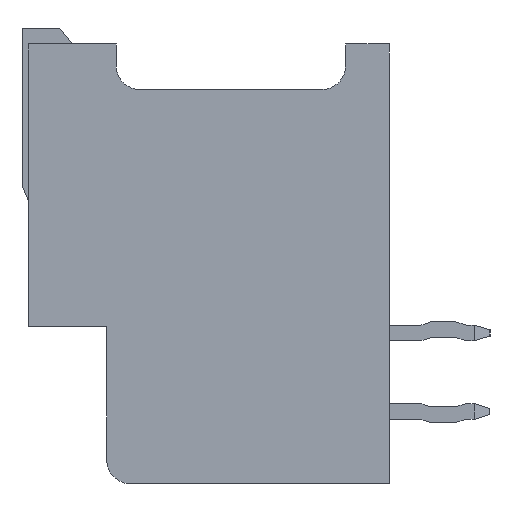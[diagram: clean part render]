
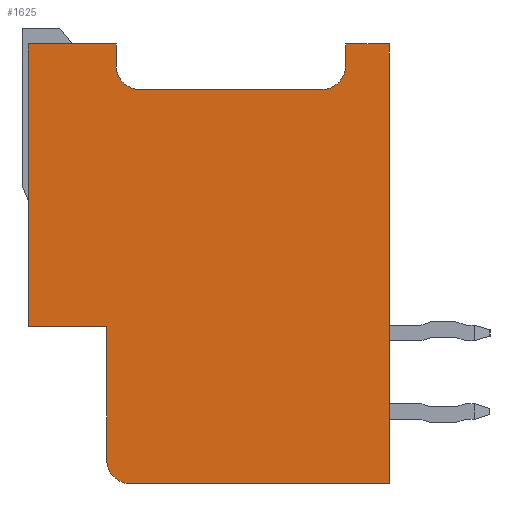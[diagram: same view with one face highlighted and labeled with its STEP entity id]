
A CAD part, left-side view. The second image highlights one B-rep face of the part: STEP entity #1625.
In plain terms, the highlighted planar face has unit normal (-1, 0, 0).
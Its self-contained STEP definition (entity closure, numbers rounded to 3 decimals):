
#1625 = ADVANCED_FACE( '', ( #3307 ), #3308, .F. );
#3307 = FACE_OUTER_BOUND( '', #5176, .T. );
#3308 = PLANE( '', #5177 );
#5176 = EDGE_LOOP( '', ( #9438, #9439, #9440, #9441, #9442, #9443, #9444, #9445, #9446, #9447, #9448, #9449, #9450 ) );
#5177 = AXIS2_PLACEMENT_3D( '', #9451, #9452, #9453 );
#9438 = ORIENTED_EDGE( '', *, *, #12000, .F. );
#9439 = ORIENTED_EDGE( '', *, *, #13222, .T. );
#9440 = ORIENTED_EDGE( '', *, *, #13775, .F. );
#9441 = ORIENTED_EDGE( '', *, *, #13776, .F. );
#9442 = ORIENTED_EDGE( '', *, *, #12826, .F. );
#9443 = ORIENTED_EDGE( '', *, *, #13777, .F. );
#9444 = ORIENTED_EDGE( '', *, *, #13778, .T. );
#9445 = ORIENTED_EDGE( '', *, *, #12788, .F. );
#9446 = ORIENTED_EDGE( '', *, *, #13779, .T. );
#9447 = ORIENTED_EDGE( '', *, *, #12504, .F. );
#9448 = ORIENTED_EDGE( '', *, *, #13142, .F. );
#9449 = ORIENTED_EDGE( '', *, *, #12614, .F. );
#9450 = ORIENTED_EDGE( '', *, *, #13361, .F. );
#9451 = CARTESIAN_POINT( '', ( -16.7, 0., 0. ) );
#9452 = DIRECTION( '', ( 1., 0., 0. ) );
#9453 = DIRECTION( '', ( 0., 0., -1. ) );
#12000 = EDGE_CURVE( '', #14398, #14400, #14401, .T. );
#12504 = EDGE_CURVE( '', #15282, #15277, #15284, .T. );
#12614 = EDGE_CURVE( '', #15458, #15460, #15461, .T. );
#12788 = EDGE_CURVE( '', #15746, #15741, #15748, .T. );
#12826 = EDGE_CURVE( '', #15812, #15814, #15815, .T. );
#13142 = EDGE_CURVE( '', #15460, #15282, #16315, .T. );
#13222 = EDGE_CURVE( '', #14398, #16433, #16435, .F. );
#13361 = EDGE_CURVE( '', #14400, #15458, #16648, .T. );
#13775 = EDGE_CURVE( '', #17207, #16433, #17208, .T. );
#13776 = EDGE_CURVE( '', #15814, #17207, #17209, .T. );
#13777 = EDGE_CURVE( '', #17210, #15812, #17211, .T. );
#13778 = EDGE_CURVE( '', #17210, #15741, #17212, .T. );
#13779 = EDGE_CURVE( '', #15746, #15277, #17213, .T. );
#14398 = VERTEX_POINT( '', #17920 );
#14400 = VERTEX_POINT( '', #17923 );
#14401 = LINE( '', #17924, #17925 );
#15277 = VERTEX_POINT( '', #19219 );
#15282 = VERTEX_POINT( '', #19226 );
#15284 = LINE( '', #19229, #19230 );
#15458 = VERTEX_POINT( '', #19486 );
#15460 = VERTEX_POINT( '', #19489 );
#15461 = LINE( '', #19490, #19491 );
#15741 = VERTEX_POINT( '', #19906 );
#15746 = VERTEX_POINT( '', #19913 );
#15748 = LINE( '', #19916, #19917 );
#15812 = VERTEX_POINT( '', #20010 );
#15814 = VERTEX_POINT( '', #20013 );
#15815 = LINE( '', #20014, #20015 );
#16315 = LINE( '', #20775, #20776 );
#16433 = VERTEX_POINT( '', #20951 );
#16435 = CIRCLE( '', #20954, 0.75 );
#16648 = LINE( '', #21282, #21283 );
#17207 = VERTEX_POINT( '', #22155 );
#17208 = LINE( '', #22156, #22157 );
#17209 = LINE( '', #22158, #22159 );
#17210 = VERTEX_POINT( '', #22160 );
#17211 = LINE( '', #22161, #22162 );
#17212 = CIRCLE( '', #22163, 0.75 );
#17213 = CIRCLE( '', #22164, 0.75 );
#17920 = CARTESIAN_POINT( '', ( -16.7, 4.5, -6.25 ) );
#17923 = CARTESIAN_POINT( '', ( -16.7, 4.5, -2. ) );
#17924 = CARTESIAN_POINT( '', ( -16.7, 4.5, -7. ) );
#17925 = VECTOR( '', #23090, 1000. );
#19219 = CARTESIAN_POINT( '', ( -16.7, 4.2, 6.3 ) );
#19226 = CARTESIAN_POINT( '', ( -16.7, 4.2, 7. ) );
#19229 = CARTESIAN_POINT( '', ( -16.7, 4.2, 7. ) );
#19230 = VECTOR( '', #23515, 1000. );
#19486 = CARTESIAN_POINT( '', ( -16.7, 7., -2. ) );
#19489 = CARTESIAN_POINT( '', ( -16.7, 7., 7. ) );
#19490 = CARTESIAN_POINT( '', ( -16.7, 7., -2. ) );
#19491 = VECTOR( '', #23611, 1000. );
#19906 = CARTESIAN_POINT( '', ( -16.7, -2.35, 5.55 ) );
#19913 = CARTESIAN_POINT( '', ( -16.7, 3.45, 5.55 ) );
#19916 = CARTESIAN_POINT( '', ( -16.7, 4.2, 5.55 ) );
#19917 = VECTOR( '', #23750, 1000. );
#20010 = CARTESIAN_POINT( '', ( -16.7, -3.1, 7. ) );
#20013 = CARTESIAN_POINT( '', ( -16.7, -4.5, 7. ) );
#20014 = CARTESIAN_POINT( '', ( -16.7, -3.1, 7. ) );
#20015 = VECTOR( '', #23781, 1000. );
#20775 = CARTESIAN_POINT( '', ( -16.7, 7., 7. ) );
#20776 = VECTOR( '', #24051, 1000. );
#20951 = CARTESIAN_POINT( '', ( -16.7, 3.75, -7. ) );
#20954 = AXIS2_PLACEMENT_3D( '', #24113, #24114, #24115 );
#21282 = CARTESIAN_POINT( '', ( -16.7, 4.5, -2. ) );
#21283 = VECTOR( '', #24237, 1000. );
#22155 = CARTESIAN_POINT( '', ( -16.7, -4.5, -7. ) );
#22156 = CARTESIAN_POINT( '', ( -16.7, -4.5, -7. ) );
#22157 = VECTOR( '', #24560, 1000. );
#22158 = CARTESIAN_POINT( '', ( -16.7, -4.5, 7. ) );
#22159 = VECTOR( '', #24561, 1000. );
#22160 = CARTESIAN_POINT( '', ( -16.7, -3.1, 6.3 ) );
#22161 = CARTESIAN_POINT( '', ( -16.7, -3.1, 5.55 ) );
#22162 = VECTOR( '', #24562, 1000. );
#22163 = AXIS2_PLACEMENT_3D( '', #24563, #24564, #24565 );
#22164 = AXIS2_PLACEMENT_3D( '', #24566, #24567, #24568 );
#23090 = DIRECTION( '', ( 0., 0., 1. ) );
#23515 = DIRECTION( '', ( 0., 0., -1. ) );
#23611 = DIRECTION( '', ( 0., 0., 1. ) );
#23750 = DIRECTION( '', ( 0., -1., 0. ) );
#23781 = DIRECTION( '', ( 0., -1., 0. ) );
#24051 = DIRECTION( '', ( 0., -1., 0. ) );
#24113 = CARTESIAN_POINT( '', ( -16.7, 3.75, -6.25 ) );
#24114 = DIRECTION( '', ( 1., 0., 0. ) );
#24115 = DIRECTION( '', ( 0., 0., -1. ) );
#24237 = DIRECTION( '', ( 0., 1., 0. ) );
#24560 = DIRECTION( '', ( 0., 1., 0. ) );
#24561 = DIRECTION( '', ( 0., 0., -1. ) );
#24562 = DIRECTION( '', ( 0., 0., 1. ) );
#24563 = CARTESIAN_POINT( '', ( -16.7, -2.35, 6.3 ) );
#24564 = DIRECTION( '', ( 1., 0., 0. ) );
#24565 = DIRECTION( '', ( 0., 0., -1. ) );
#24566 = CARTESIAN_POINT( '', ( -16.7, 3.45, 6.3 ) );
#24567 = DIRECTION( '', ( 1., 0., 0. ) );
#24568 = DIRECTION( '', ( 0., 0., -1. ) );
